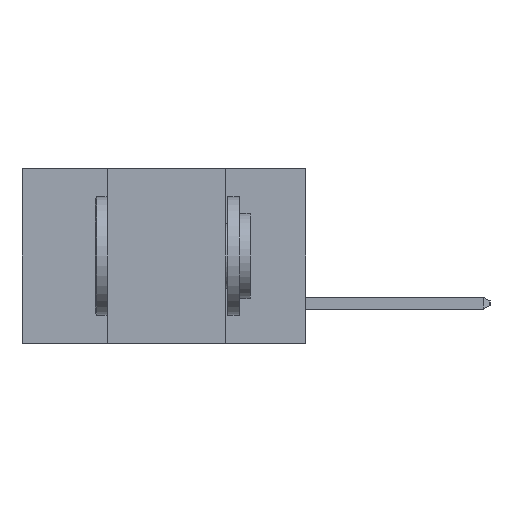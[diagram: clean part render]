
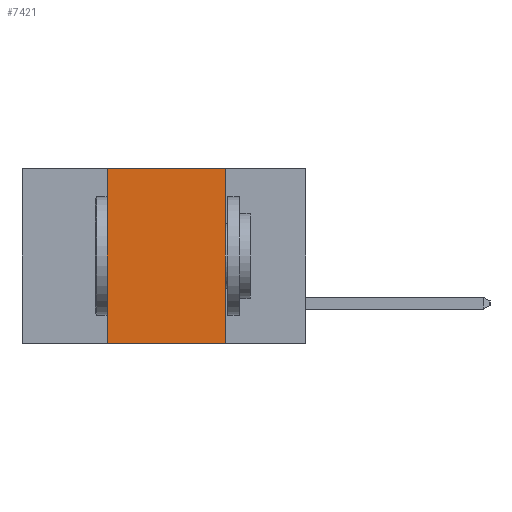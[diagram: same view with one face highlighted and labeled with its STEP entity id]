
A CAD part, left-side view. The second image highlights one B-rep face of the part: STEP entity #7421.
In plain terms, the highlighted planar face has unit normal (-1, 0, 0).
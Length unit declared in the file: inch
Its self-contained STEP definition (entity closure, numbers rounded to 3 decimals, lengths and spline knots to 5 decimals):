
#408 = VECTOR ( 'NONE', #20118, 39.37008 ) ;
#1188 = DIRECTION ( 'NONE',  ( 0., 0., -1. ) ) ;
#1515 = VECTOR ( 'NONE', #5923, 39.37008 ) ;
#1933 = CARTESIAN_POINT ( 'NONE',  ( 0., 0.17, 0. ) ) ;
#2928 = CARTESIAN_POINT ( 'NONE',  ( 0., 0.42, 0. ) ) ;
#3598 = DIRECTION ( 'NONE',  ( 0., 0., -1. ) ) ;
#3972 = DIRECTION ( 'NONE',  ( 0., -1., 0. ) ) ;
#4493 = LINE ( 'NONE', #1933, #12758 ) ;
#4614 = CARTESIAN_POINT ( 'NONE',  ( 0., 0.6, -0.37 ) ) ;
#5505 = VERTEX_POINT ( 'NONE', #17521 ) ;
#5835 = ORIENTED_EDGE ( 'NONE', *, *, #10531, .F. ) ;
#5923 = DIRECTION ( 'NONE',  ( 0., -1., 0. ) ) ;
#6765 = PLANE ( 'NONE',  #12965 ) ;
#7190 = EDGE_CURVE ( 'NONE', #12261, #14418, #11205, .T. ) ;
#7421 = ADVANCED_FACE ( 'NONE', ( #14181 ), #6765, .F. ) ;
#9463 = EDGE_CURVE ( 'NONE', #12261, #19158, #17256, .T. ) ;
#9718 = EDGE_LOOP ( 'NONE', ( #5835, #14509, #18725, #15511 ) ) ;
#10531 = EDGE_CURVE ( 'NONE', #5505, #14418, #4493, .T. ) ;
#10591 = CARTESIAN_POINT ( 'NONE',  ( 0., 0.42, 0. ) ) ;
#10693 = VECTOR ( 'NONE', #3972, 39.37008 ) ;
#10825 = LINE ( 'NONE', #17276, #1515 ) ;
#11205 = LINE ( 'NONE', #4614, #10693 ) ;
#12261 = VERTEX_POINT ( 'NONE', #18678 ) ;
#12308 = DIRECTION ( 'NONE',  ( 1., 0., 0. ) ) ;
#12758 = VECTOR ( 'NONE', #3598, 39.37008 ) ;
#12965 = AXIS2_PLACEMENT_3D ( 'NONE', #13657, #12308, #1188 ) ;
#13657 = CARTESIAN_POINT ( 'NONE',  ( 0., 0.6, 0. ) ) ;
#14181 = FACE_OUTER_BOUND ( 'NONE', #9718, .T. ) ;
#14418 = VERTEX_POINT ( 'NONE', #20981 ) ;
#14509 = ORIENTED_EDGE ( 'NONE', *, *, #16166, .F. ) ;
#15511 = ORIENTED_EDGE ( 'NONE', *, *, #7190, .T. ) ;
#16166 = EDGE_CURVE ( 'NONE', #19158, #5505, #10825, .T. ) ;
#17256 = LINE ( 'NONE', #10591, #408 ) ;
#17276 = CARTESIAN_POINT ( 'NONE',  ( 0., 0.6, 0. ) ) ;
#17521 = CARTESIAN_POINT ( 'NONE',  ( 0., 0.17, 0. ) ) ;
#18678 = CARTESIAN_POINT ( 'NONE',  ( 0., 0.42, -0.37 ) ) ;
#18725 = ORIENTED_EDGE ( 'NONE', *, *, #9463, .F. ) ;
#19158 = VERTEX_POINT ( 'NONE', #2928 ) ;
#20118 = DIRECTION ( 'NONE',  ( 0., 0., 1. ) ) ;
#20981 = CARTESIAN_POINT ( 'NONE',  ( 0., 0.17, -0.37 ) ) ;
